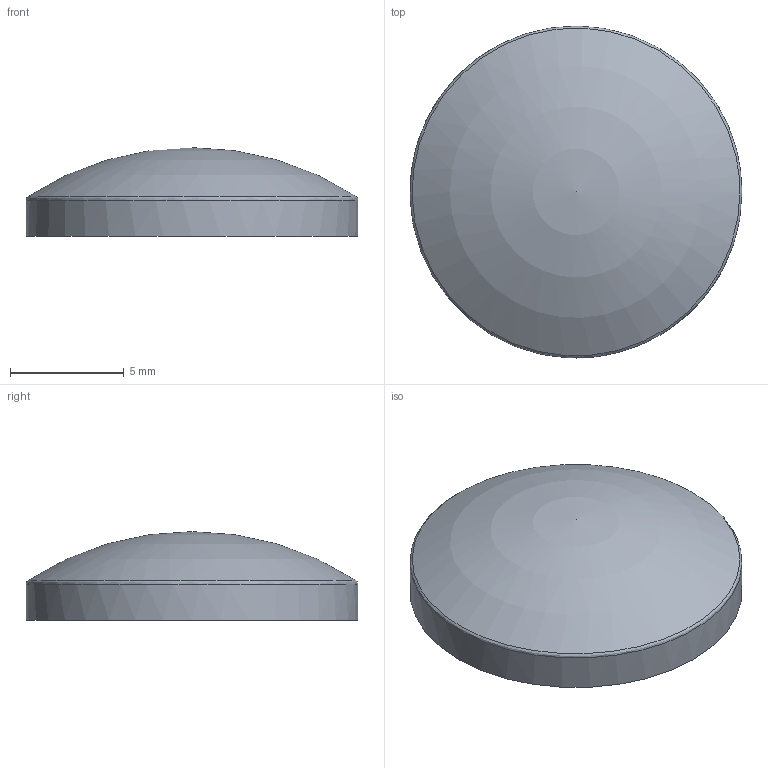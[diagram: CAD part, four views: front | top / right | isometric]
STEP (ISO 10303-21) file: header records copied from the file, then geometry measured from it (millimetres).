
FILE_DESCRIPTION(('FreeCAD Model'),'2;1');
FILE_NAME('renacuajo-eyes.stp','2014-08-24T18:30:12',( 'FreeCAD'),('FreeCAD'),'Open CASCADE STEP processor 6.7','FreeCAD', 'Unknown');
FILE_SCHEMA(('AUTOMOTIVE_DESIGN_CC2 { 1 2 10303 214 -1 1 5 4 }'));
Length unit declared in the file: millimetre
Products named in the file (1): eye-body
Bounding box: 14.6 x 14.6 x 3.9 mm (x, y, z)
Volume: 474.3 mm3; surface area: 427.2 mm2
Topology: 1 solids, 1 shells, 4 faces, 7 edges, 4 vertices
Faces by surface type: cylinder 1, bspline 1, plane 1, sphere 1
Full cylindrical faces by diameter (mm): 14.6 x1
Entity records: 286 total; most frequent: CARTESIAN_POINT 143, DIRECTION 21, ORIENTED_EDGE 12, PCURVE 12, DEFINITIONAL_REPRESENTATION 12, LINE 8, VECTOR 8, AXIS2_PLACEMENT_3D 6
